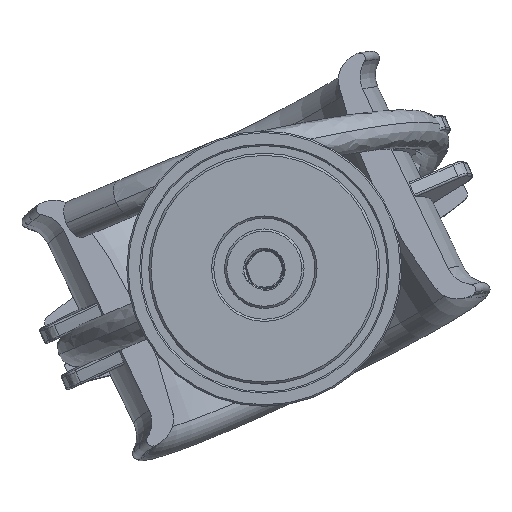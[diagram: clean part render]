
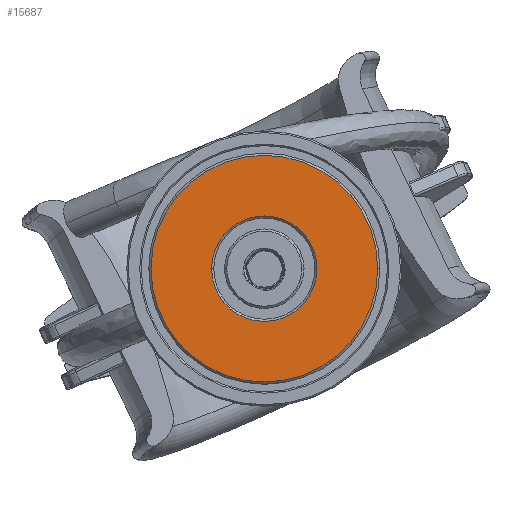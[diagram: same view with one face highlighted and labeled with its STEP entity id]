
A CAD part, top view. The second image highlights one B-rep face of the part: STEP entity #15687.
In plain terms, the highlighted planar face has unit normal (0, 0, 1).
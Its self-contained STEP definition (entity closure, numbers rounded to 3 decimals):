
#1498 = EDGE_CURVE ( 'NONE', #7782, #32689, #30888, .T. ) ;
#1719 = DIRECTION ( 'NONE',  ( 1., 0., 0. ) ) ;
#3351 = DIRECTION ( 'NONE',  ( 0., 0., -1. ) ) ;
#3607 = CARTESIAN_POINT ( 'NONE',  ( 0., 0., 3.9 ) ) ;
#3639 = DIRECTION ( 'NONE',  ( 1., 0., 0. ) ) ;
#4101 = CARTESIAN_POINT ( 'NONE',  ( 0., 0., 3.9 ) ) ;
#4198 = CIRCLE ( 'NONE', #6889, 15.7 ) ;
#4266 = FACE_BOUND ( 'NONE', #17430, .T. ) ;
#5095 = ORIENTED_EDGE ( 'NONE', *, *, #1498, .T. ) ;
#6889 = AXIS2_PLACEMENT_3D ( 'NONE', #20187, #23419, #12722 ) ;
#7782 = VERTEX_POINT ( 'NONE', #14972 ) ;
#8505 = AXIS2_PLACEMENT_3D ( 'NONE', #18571, #21800, #3639 ) ;
#8550 = AXIS2_PLACEMENT_3D ( 'NONE', #21012, #3351, #16091 ) ;
#9363 = DIRECTION ( 'NONE',  ( 0., 0., 1. ) ) ;
#10732 = ORIENTED_EDGE ( 'NONE', *, *, #22699, .T. ) ;
#11267 = CIRCLE ( 'NONE', #8550, 7.3 ) ;
#11396 = ORIENTED_EDGE ( 'NONE', *, *, #22134, .T. ) ;
#12722 = DIRECTION ( 'NONE',  ( 1., 0., 0. ) ) ;
#13750 = CARTESIAN_POINT ( 'NONE',  ( 7.3, 0., 3.9 ) ) ;
#14972 = CARTESIAN_POINT ( 'NONE',  ( 15.7, 0., 3.9 ) ) ;
#15125 = FACE_OUTER_BOUND ( 'NONE', #21088, .T. ) ;
#15687 = ADVANCED_FACE ( 'NONE', ( #15125, #4266 ), #24999, .T. ) ;
#16091 = DIRECTION ( 'NONE',  ( 1., 0., 0. ) ) ;
#17430 = EDGE_LOOP ( 'NONE', ( #28915, #11396 ) ) ;
#17890 = VERTEX_POINT ( 'NONE', #23465 ) ;
#18571 = CARTESIAN_POINT ( 'NONE',  ( 0., 0., 3.9 ) ) ;
#20187 = CARTESIAN_POINT ( 'NONE',  ( 0., 0., 3.9 ) ) ;
#20597 = AXIS2_PLACEMENT_3D ( 'NONE', #3607, #24327, #32102 ) ;
#21012 = CARTESIAN_POINT ( 'NONE',  ( 0., 0., 3.9 ) ) ;
#21088 = EDGE_LOOP ( 'NONE', ( #10732, #5095 ) ) ;
#21800 = DIRECTION ( 'NONE',  ( 0., 0., -1. ) ) ;
#22134 = EDGE_CURVE ( 'NONE', #17890, #23401, #22610, .T. ) ;
#22610 = CIRCLE ( 'NONE', #8505, 7.3 ) ;
#22699 = EDGE_CURVE ( 'NONE', #32689, #7782, #4198, .T. ) ;
#23401 = VERTEX_POINT ( 'NONE', #13750 ) ;
#23419 = DIRECTION ( 'NONE',  ( 0., 0., 1. ) ) ;
#23465 = CARTESIAN_POINT ( 'NONE',  ( -7.3, 0., 3.9 ) ) ;
#23825 = EDGE_CURVE ( 'NONE', #23401, #17890, #11267, .T. ) ;
#24327 = DIRECTION ( 'NONE',  ( 0., 0., 1. ) ) ;
#24999 = PLANE ( 'NONE',  #32352 ) ;
#28915 = ORIENTED_EDGE ( 'NONE', *, *, #23825, .T. ) ;
#30888 = CIRCLE ( 'NONE', #20597, 15.7 ) ;
#31633 = CARTESIAN_POINT ( 'NONE',  ( -15.7, 0., 3.9 ) ) ;
#32102 = DIRECTION ( 'NONE',  ( 1., 0., 0. ) ) ;
#32352 = AXIS2_PLACEMENT_3D ( 'NONE', #4101, #9363, #1719 ) ;
#32689 = VERTEX_POINT ( 'NONE', #31633 ) ;
